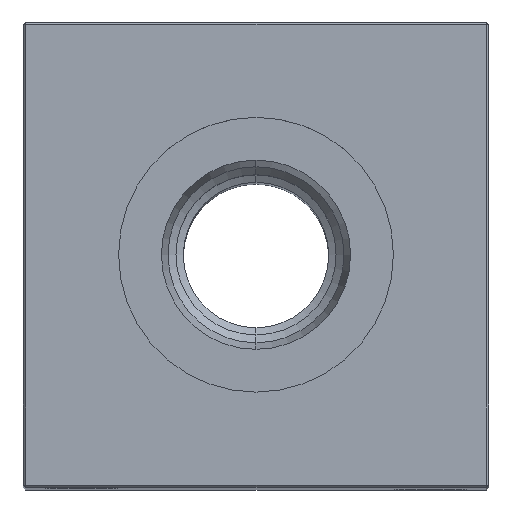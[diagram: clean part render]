
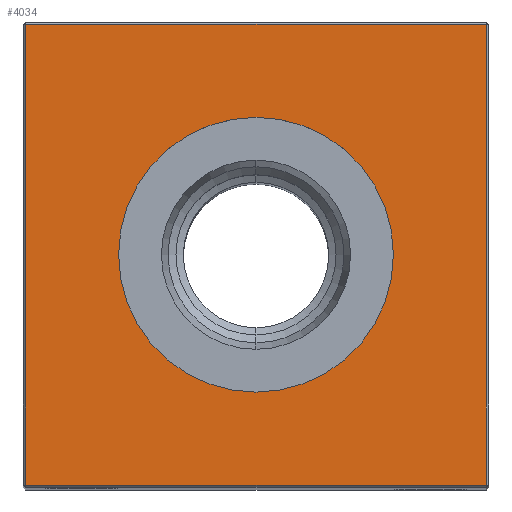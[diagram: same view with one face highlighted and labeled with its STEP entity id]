
A CAD part, top view. The second image highlights one B-rep face of the part: STEP entity #4034.
In plain terms, the highlighted planar face has unit normal (0, 0, 1).
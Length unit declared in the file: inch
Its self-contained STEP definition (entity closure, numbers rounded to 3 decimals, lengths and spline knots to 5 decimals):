
#411 = ORIENTED_EDGE ( 'NONE', *, *, #23398, .T. ) ;
#681 = VECTOR ( 'NONE', #20670, 39.37008 ) ;
#970 = EDGE_CURVE ( 'NONE', #1436, #18640, #23130, .T. ) ;
#1436 = VERTEX_POINT ( 'NONE', #23037 ) ;
#2275 = DIRECTION ( 'NONE',  ( -1., 0., 0. ) ) ;
#2569 = EDGE_LOOP ( 'NONE', ( #411, #7883, #11364, #18215 ) ) ;
#2677 = CARTESIAN_POINT ( 'NONE',  ( -0.99, 0., 6.25 ) ) ;
#2792 = DIRECTION ( 'NONE',  ( 0., 0., -1. ) ) ;
#2967 = VECTOR ( 'NONE', #12710, 39.37008 ) ;
#3289 = ORIENTED_EDGE ( 'NONE', *, *, #21514, .T. ) ;
#4034 = ADVANCED_FACE ( 'NONE', ( #22411, #18060 ), #4840, .F. ) ;
#4707 = CARTESIAN_POINT ( 'NONE',  ( 0., 0., 6.25 ) ) ;
#4840 = PLANE ( 'NONE',  #9138 ) ;
#5530 = CARTESIAN_POINT ( 'NONE',  ( -0.99, 0.99, 6.25 ) ) ;
#6891 = DIRECTION ( 'NONE',  ( 0., 0., -1. ) ) ;
#7100 = DIRECTION ( 'NONE',  ( -1., 0., 0. ) ) ;
#7883 = ORIENTED_EDGE ( 'NONE', *, *, #21238, .T. ) ;
#9138 = AXIS2_PLACEMENT_3D ( 'NONE', #19850, #2792, #2275 ) ;
#9744 = CARTESIAN_POINT ( 'NONE',  ( -0.99, -0.99, 6.25 ) ) ;
#9847 = VERTEX_POINT ( 'NONE', #17436 ) ;
#10226 = ORIENTED_EDGE ( 'NONE', *, *, #22831, .T. ) ;
#10870 = CARTESIAN_POINT ( 'NONE',  ( 0., 0.99, 6.25 ) ) ;
#11261 = VERTEX_POINT ( 'NONE', #9744 ) ;
#11286 = CARTESIAN_POINT ( 'NONE',  ( 0.99, 0.99, 6.25 ) ) ;
#11364 = ORIENTED_EDGE ( 'NONE', *, *, #970, .T. ) ;
#12041 = VERTEX_POINT ( 'NONE', #5530 ) ;
#12710 = DIRECTION ( 'NONE',  ( 0., -1., 0. ) ) ;
#14561 = DIRECTION ( 'NONE',  ( 0., 0., -1. ) ) ;
#14612 = CIRCLE ( 'NONE', #24848, 0.59055 ) ;
#14792 = CARTESIAN_POINT ( 'NONE',  ( 0., -0.59055, 6.25 ) ) ;
#15517 = VERTEX_POINT ( 'NONE', #14792 ) ;
#15608 = EDGE_LOOP ( 'NONE', ( #10226, #3289 ) ) ;
#16737 = CARTESIAN_POINT ( 'NONE',  ( 0., 0., 6.25 ) ) ;
#16953 = CARTESIAN_POINT ( 'NONE',  ( 0., -0.99, 6.25 ) ) ;
#17239 = CARTESIAN_POINT ( 'NONE',  ( 0.99, 0., 6.25 ) ) ;
#17436 = CARTESIAN_POINT ( 'NONE',  ( 0., 0.59055, 6.25 ) ) ;
#18060 = FACE_BOUND ( 'NONE', #15608, .T. ) ;
#18207 = AXIS2_PLACEMENT_3D ( 'NONE', #16737, #14561, #7100 ) ;
#18215 = ORIENTED_EDGE ( 'NONE', *, *, #19781, .T. ) ;
#18335 = LINE ( 'NONE', #2677, #2967 ) ;
#18640 = VERTEX_POINT ( 'NONE', #11286 ) ;
#18787 = DIRECTION ( 'NONE',  ( 0., 1., 0. ) ) ;
#19781 = EDGE_CURVE ( 'NONE', #18640, #12041, #20856, .T. ) ;
#19850 = CARTESIAN_POINT ( 'NONE',  ( 0., 0., 6.25 ) ) ;
#20670 = DIRECTION ( 'NONE',  ( 1., 0., 0. ) ) ;
#20856 = LINE ( 'NONE', #10870, #22351 ) ;
#21238 = EDGE_CURVE ( 'NONE', #11261, #1436, #24528, .T. ) ;
#21514 = EDGE_CURVE ( 'NONE', #15517, #9847, #14612, .T. ) ;
#22351 = VECTOR ( 'NONE', #24829, 39.37008 ) ;
#22411 = FACE_OUTER_BOUND ( 'NONE', #2569, .T. ) ;
#22526 = DIRECTION ( 'NONE',  ( -1., 0., 0. ) ) ;
#22605 = VECTOR ( 'NONE', #18787, 39.37008 ) ;
#22831 = EDGE_CURVE ( 'NONE', #9847, #15517, #23507, .T. ) ;
#23037 = CARTESIAN_POINT ( 'NONE',  ( 0.99, -0.99, 6.25 ) ) ;
#23130 = LINE ( 'NONE', #17239, #22605 ) ;
#23398 = EDGE_CURVE ( 'NONE', #12041, #11261, #18335, .T. ) ;
#23507 = CIRCLE ( 'NONE', #18207, 0.59055 ) ;
#24528 = LINE ( 'NONE', #16953, #681 ) ;
#24829 = DIRECTION ( 'NONE',  ( -1., 0., 0. ) ) ;
#24848 = AXIS2_PLACEMENT_3D ( 'NONE', #4707, #6891, #22526 ) ;
